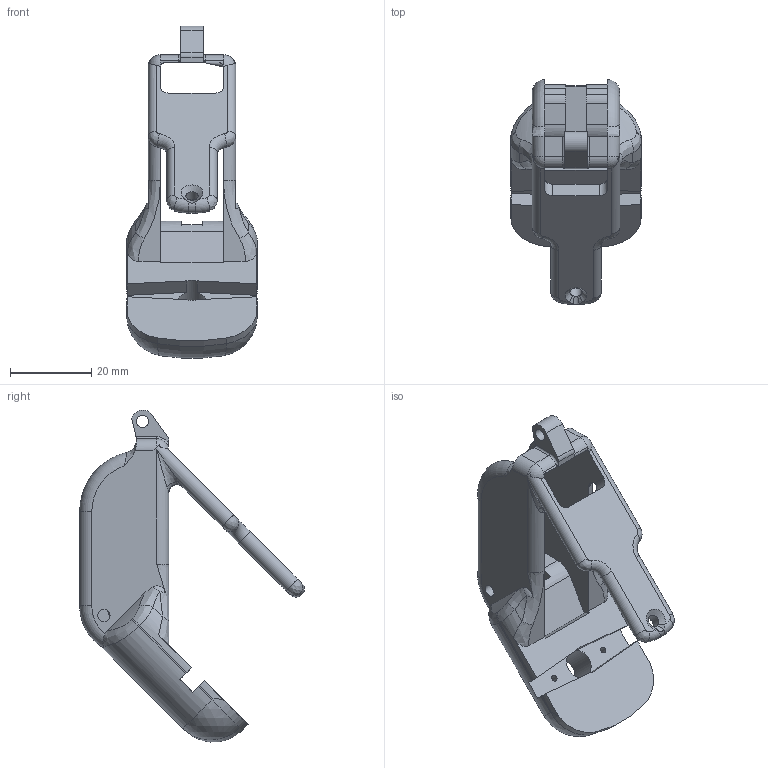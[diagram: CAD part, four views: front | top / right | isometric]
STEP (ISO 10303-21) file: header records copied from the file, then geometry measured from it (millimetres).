
FILE_DESCRIPTION(/* description */ (''),/* implementation_level */ '2;1');
FILE_NAME(/* name */ 'Thumb_core_2.stp',/* time_stamp */ '2020-08-20T18:28:12+01:00',/* author */ ('ferrerx'),/* organization */ (''),/* preprocessor_version */ 'ST-DEVELOPER v18',/* originating_system */ 'Autodesk Inventor 2020',/* authorisation */ '');
FILE_SCHEMA (('AUTOMOTIVE_DESIGN { 1 0 10303 214 3 1 1 }'));
Length unit declared in the file: millimetre
Products named in the file (1): Thumb_core_2
Bounding box: 32.22 x 55.36 x 81.79 mm (x, y, z)
Volume: 20716.8 mm3; surface area: 10364.7 mm2
Topology: 1 solids, 1 shells, 146 faces, 419 edges, 266 vertices
Faces by surface type: plane 50, cylinder 50, bspline 27, torus 11, sphere 6, cone 2
Full cylindrical faces by diameter (mm): 1.5 x2, 3 x4, 7 x1
Entity records: 6783 total; most frequent: CARTESIAN_POINT 2996, ORIENTED_EDGE 830, DIRECTION 771, EDGE_CURVE 415, AXIS2_PLACEMENT_3D 304, VERTEX_POINT 266, CIRCLE 164, LINE 163
